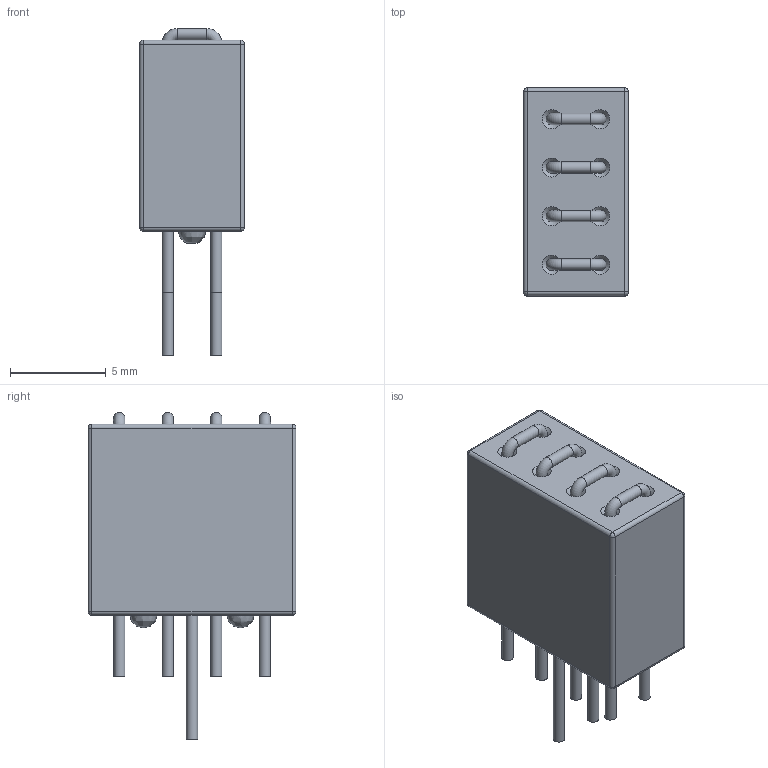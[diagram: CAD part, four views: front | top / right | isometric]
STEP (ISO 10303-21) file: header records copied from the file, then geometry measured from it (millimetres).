
FILE_DESCRIPTION( ( 'Unknown' ), '1' );
FILE_NAME( '74273002.stp', 'Unknown', ( 'Unknown' ), ( 'Unknown' ), 'XStep 1.0', 'Unknown', ' ' );
FILE_SCHEMA( ( 'automotive_design' ) );
Length unit declared in the file: millimetre
Products named in the file (3): Assem1; Gehäuse; Pin
Bounding box: 5.49 x 10.88 x 17.11 mm (x, y, z)
Surface area: 1445.7 mm2
Topology: 7 solids, 7 shells, 143 faces, 293 edges, 152 vertices
Faces by surface type: cylinder 55, cone 32, plane 26, sphere 16, torus 10, bspline 4
Full cylindrical faces by diameter (mm): 0.6 x31
Entity records: 1974 total; most frequent: DIRECTION 286, CARTESIAN_POINT 277, ORIENTED_EDGE 180, AXIS2_PLACEMENT_3D 131, EDGE_LOOP 110, EDGE_CURVE 90, FACE_OUTER_BOUND 76, VERTEX_POINT 66
